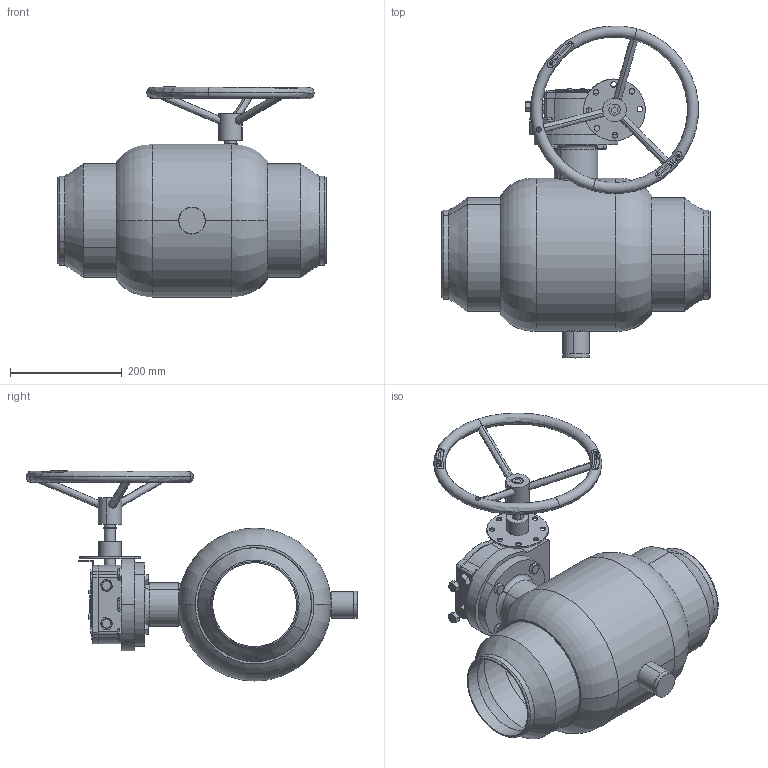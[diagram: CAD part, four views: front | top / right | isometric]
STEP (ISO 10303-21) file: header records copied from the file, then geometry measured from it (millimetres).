
FILE_DESCRIPTION (( 'STEP AP214' ), '1' );
FILE_NAME ('DN150通径焊接球阀.STEP', '2026-02-25T01:52:53', ( '' ), ( '' ), 'SwSTEP 2.0', 'SolidWorks 2022', '' );
FILE_SCHEMA (( 'AUTOMOTIVE_DESIGN' ));
Length unit declared in the file: millimetre
Products named in the file (28): WL200-9硌尨齪; WL200-3恘謫; hexagon head bolts-full thread gb91_GB_FASTENER_BOLT_STBAB A M12X25-N; WL200-16眊裔蹟佪; 狟揤裔200; DN150籵噤爾諉⑩概; WL200-21忒謫蹟佪; WL200-1眊极; WL200-2眊裔; WL200-15坶隅攫; Q200-23恘謫; WL200-14盓殤; WL200-4恘裝; Q61F-200-1概极樓馱; WL200-11梓齪; WL200-12蛁蚐郲; WL200-17隅弇种; Q61F-200-5粣杶党蜊; WL200-10硌尨攫蹟佪; WL200-13蛁蚐簽; WL200-7眊裔躇猾菜; WL200-8癹弇蹟佪; DN150 籵噤諉 樓馱 - 埻; WL200-6密封胶圈; 200苤粣杶; WL200-18忒謫; WL200-5癹弇結輸; WL200-19縐銅
Assembly tree (33 placements, depth 3):
  DN150籵噤爾諉⑩概
    Q61F-200-1概极樓馱
    Q61F-200-5粣杶党蜊
    狟揤裔200
    200苤粣杶
    DN150 籵噤諉 樓馱 - 埻  x2
    Q200-23恘謫
      WL200-1眊极
      WL200-3恘謫
      WL200-4恘裝
      WL200-5癹弇結輸  x2
      WL200-2眊裔
      WL200-6密封胶圈
      WL200-9硌尨齪
      WL200-11梓齪
      WL200-14盓殤
      WL200-10硌尨攫蹟佪
      WL200-16眊裔蹟佪
      WL200-17隅弇种
      WL200-12蛁蚐郲
      WL200-13蛁蚐簽
      WL200-15坶隅攫
      WL200-8癹弇蹟佪  x2
      WL200-19縐銅
      WL200-21忒謫蹟佪
      WL200-7眊裔躇猾菜
      WL200-18忒謫
    hexagon head bolts-full thread gb91_GB_FASTENER_BOLT_STBAB A M12X25-N  x4
Bounding box: 480 x 592.61 x 375.21 mm (x, y, z)
Volume: 5870165.9 mm3; surface area: 1374670.4 mm2
Topology: 58 solids, 58 shells, 1819 faces, 4706 edges, 3081 vertices
Faces by surface type: plane 766, cylinder 624, bspline 244, cone 120, torus 65
Entity records: 68669 total; most frequent: CARTESIAN_POINT 27468, ORIENTED_EDGE 8376, DIRECTION 7170, EDGE_CURVE 4188, VERTEX_POINT 2754, AXIS2_PLACEMENT_3D 2425, LINE 2320, VECTOR 2320
